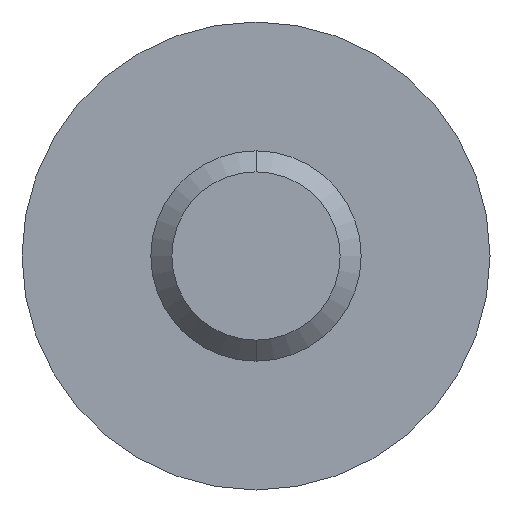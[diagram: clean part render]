
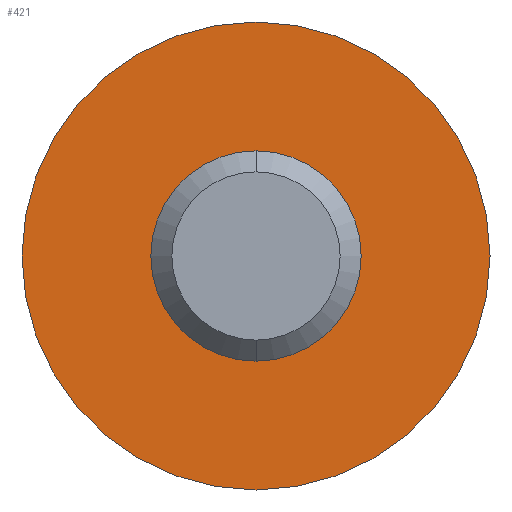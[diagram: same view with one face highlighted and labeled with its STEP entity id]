
A CAD part, front view. The second image highlights one B-rep face of the part: STEP entity #421.
In plain terms, the highlighted planar face has unit normal (0, -1, 0).
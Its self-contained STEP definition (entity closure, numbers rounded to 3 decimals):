
#9 = EDGE_CURVE ( 'NONE', #672, #158, #289, .T. ) ;
#14 = CARTESIAN_POINT ( 'NONE',  ( 0., -1.2, 0. ) ) ;
#32 = DIRECTION ( 'NONE',  ( 0., 0., -1. ) ) ;
#34 = AXIS2_PLACEMENT_3D ( 'NONE', #440, #594, #304 ) ;
#38 = ORIENTED_EDGE ( 'NONE', *, *, #379, .F. ) ;
#59 = CIRCLE ( 'NONE', #458, 4. ) ;
#70 = EDGE_LOOP ( 'NONE', ( #157, #38 ) ) ;
#118 = AXIS2_PLACEMENT_3D ( 'NONE', #14, #178, #624 ) ;
#119 = DIRECTION ( 'NONE',  ( 0., 1., 0. ) ) ;
#143 = CARTESIAN_POINT ( 'NONE',  ( 0., -1.2, 8.9 ) ) ;
#157 = ORIENTED_EDGE ( 'NONE', *, *, #481, .F. ) ;
#158 = VERTEX_POINT ( 'NONE', #143 ) ;
#178 = DIRECTION ( 'NONE',  ( 0., 1., 0. ) ) ;
#179 = EDGE_CURVE ( 'NONE', #158, #672, #382, .T. ) ;
#184 = ORIENTED_EDGE ( 'NONE', *, *, #9, .F. ) ;
#204 = CARTESIAN_POINT ( 'NONE',  ( 0., -1.2, -8.9 ) ) ;
#284 = DIRECTION ( 'NONE',  ( 0., -1., 0. ) ) ;
#289 = CIRCLE ( 'NONE', #118, 8.9 ) ;
#290 = VERTEX_POINT ( 'NONE', #329 ) ;
#304 = DIRECTION ( 'NONE',  ( 0., 0., 1. ) ) ;
#329 = CARTESIAN_POINT ( 'NONE',  ( 0., -1.2, 4. ) ) ;
#339 = DIRECTION ( 'NONE',  ( 0., 0., -1. ) ) ;
#375 = EDGE_LOOP ( 'NONE', ( #184, #473 ) ) ;
#379 = EDGE_CURVE ( 'NONE', #290, #555, #59, .T. ) ;
#382 = CIRCLE ( 'NONE', #423, 8.9 ) ;
#421 = ADVANCED_FACE ( 'NONE', ( #597, #491 ), #610, .F. ) ;
#423 = AXIS2_PLACEMENT_3D ( 'NONE', #502, #119, #514 ) ;
#440 = CARTESIAN_POINT ( 'NONE',  ( 0., -1.2, 0. ) ) ;
#458 = AXIS2_PLACEMENT_3D ( 'NONE', #628, #284, #339 ) ;
#473 = ORIENTED_EDGE ( 'NONE', *, *, #179, .F. ) ;
#481 = EDGE_CURVE ( 'NONE', #555, #290, #677, .T. ) ;
#491 = FACE_OUTER_BOUND ( 'NONE', #375, .T. ) ;
#502 = CARTESIAN_POINT ( 'NONE',  ( 0., -1.2, 0. ) ) ;
#514 = DIRECTION ( 'NONE',  ( 0., 0., -1. ) ) ;
#555 = VERTEX_POINT ( 'NONE', #602 ) ;
#587 = CARTESIAN_POINT ( 'NONE',  ( 0., -1.2, 0. ) ) ;
#594 = DIRECTION ( 'NONE',  ( 0., 1., 0. ) ) ;
#597 = FACE_BOUND ( 'NONE', #70, .T. ) ;
#602 = CARTESIAN_POINT ( 'NONE',  ( 0., -1.2, -4. ) ) ;
#610 = PLANE ( 'NONE',  #34 ) ;
#611 = AXIS2_PLACEMENT_3D ( 'NONE', #587, #689, #32 ) ;
#624 = DIRECTION ( 'NONE',  ( 0., 0., -1. ) ) ;
#628 = CARTESIAN_POINT ( 'NONE',  ( 0., -1.2, 0. ) ) ;
#672 = VERTEX_POINT ( 'NONE', #204 ) ;
#677 = CIRCLE ( 'NONE', #611, 4. ) ;
#689 = DIRECTION ( 'NONE',  ( 0., -1., 0. ) ) ;
